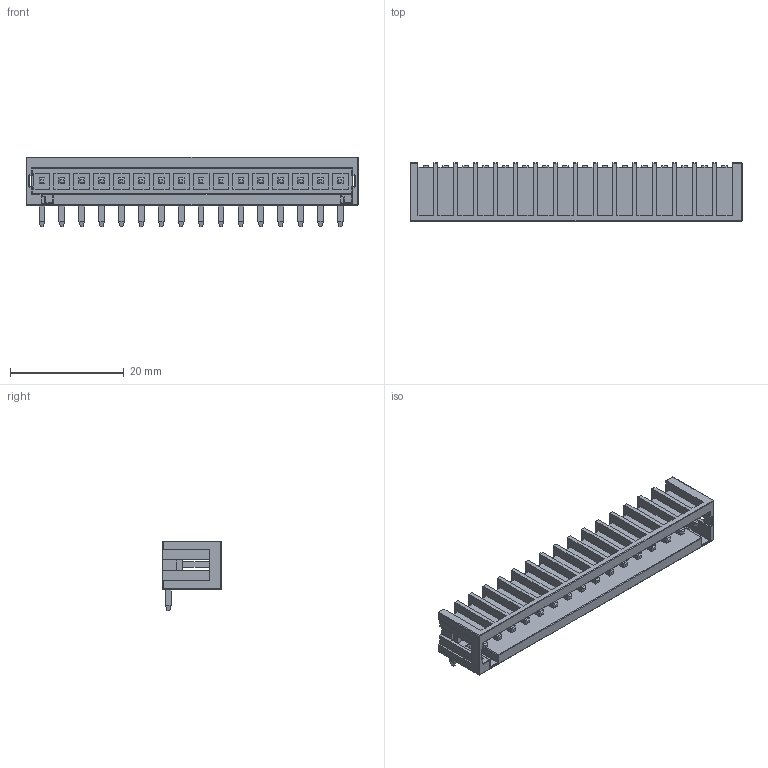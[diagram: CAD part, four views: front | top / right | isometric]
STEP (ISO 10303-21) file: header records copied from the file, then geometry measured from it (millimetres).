
FILE_DESCRIPTION(/* description */ ('model of Wago_734-176_1x16_P3.50mm_Horizontal'),/* implementation_level */ '2;1');
FILE_NAME(/* name */ 'Wago_734-176_1x16_P3.50mm_Horizontal.step',/* time_stamp */ '2020-11-11T11:49:47',/* author */ ('kicad StepUp','ksu'),/* organization */ ('FreeCAD'),/* preprocessor_version */ 'OCC',/* originating_system */ 'kicad StepUp',/* authorisation */ '');
FILE_SCHEMA(('AUTOMOTIVE_DESIGN { 1 0 10303 214 1 1 1 1 }'));
Length unit declared in the file: millimetre
Products named in the file (1): Wago_734_176_1x16_P350mm_Horizontal
Bounding box: 58.4 x 10.3 x 12.3 mm (x, y, z)
Volume: 2086.6 mm3; surface area: 5181.1 mm2
Topology: 1 solids, 1 shells, 751 faces, 1968 edges, 1223 vertices
Faces by surface type: plane 598, cylinder 113, sphere 21, torus 19
Entity records: 27832 total; most frequent: CARTESIAN_POINT 4098, ORIENTED_EDGE 3894, DIRECTION 3688, EDGE_CURVE 1947, LINE 1694, VECTOR 1694, VERTEX_POINT 1223, AXIS2_PLACEMENT_3D 997
